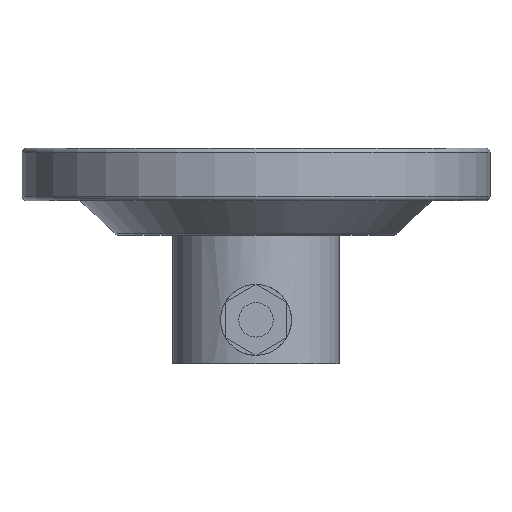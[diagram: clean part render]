
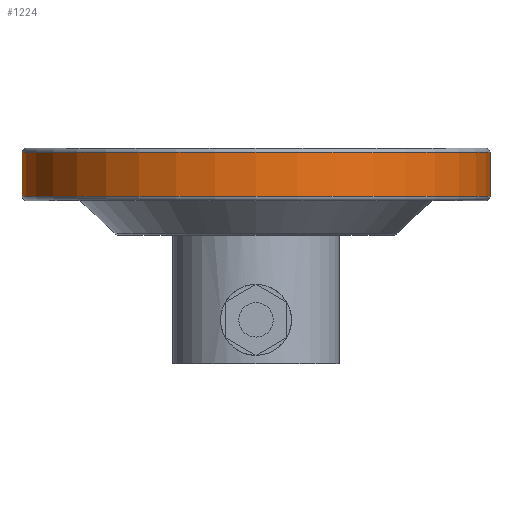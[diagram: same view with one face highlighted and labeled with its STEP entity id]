
A CAD part, front view. The second image highlights one B-rep face of the part: STEP entity #1224.
In plain terms, the highlighted cylindrical face has radius 54.5 mm (diameter 109 mm), a partial arc.
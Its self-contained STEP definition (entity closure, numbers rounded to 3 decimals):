
#4 = AXIS2_PLACEMENT_3D ( 'NONE', #1365, #1368, #1373 ) ;
#62 = CARTESIAN_POINT ( 'NONE',  ( 0., 0., -1.732 ) ) ;
#63 = DIRECTION ( 'NONE',  ( 0., 0., -1. ) ) ;
#64 = DIRECTION ( 'NONE',  ( 1., 0., 0. ) ) ;
#81 = CARTESIAN_POINT ( 'NONE',  ( 0., 0., -12. ) ) ;
#82 = DIRECTION ( 'NONE',  ( 0., 0., 1. ) ) ;
#83 = DIRECTION ( 'NONE',  ( -1., 0., 0. ) ) ;
#198 = DIRECTION ( 'NONE',  ( 0., 0., -1. ) ) ;
#200 = CARTESIAN_POINT ( 'NONE',  ( 54.5, 0., 0. ) ) ;
#239 = CARTESIAN_POINT ( 'NONE',  ( -54.5, 0., 0. ) ) ;
#240 = DIRECTION ( 'NONE',  ( 0., 0., -1. ) ) ;
#289 = ORIENTED_EDGE ( 'NONE', *, *, #2204, .F. ) ;
#306 = VERTEX_POINT ( 'NONE', #2037 ) ;
#322 = VERTEX_POINT ( 'NONE', #2067 ) ;
#332 = VERTEX_POINT ( 'NONE', #2120 ) ;
#337 = VERTEX_POINT ( 'NONE', #2040 ) ;
#403 = ORIENTED_EDGE ( 'NONE', *, *, #2173, .T. ) ;
#573 = EDGE_LOOP ( 'NONE', ( #289, #1254, #1308, #403 ) ) ;
#812 = FACE_OUTER_BOUND ( 'NONE', #573, .T. ) ;
#814 = CYLINDRICAL_SURFACE ( 'NONE', #4, 54.5 ) ;
#897 = CIRCLE ( 'NONE', #1506, 54.5 ) ;
#920 = CIRCLE ( 'NONE', #1515, 54.5 ) ;
#965 = LINE ( 'NONE', #200, #967 ) ;
#967 = VECTOR ( 'NONE', #198, 1000. ) ;
#995 = LINE ( 'NONE', #239, #998 ) ;
#998 = VECTOR ( 'NONE', #240, 1000. ) ;
#1224 = ADVANCED_FACE ( 'NONE', ( #812 ), #814, .T. ) ;
#1254 = ORIENTED_EDGE ( 'NONE', *, *, #2165, .T. ) ;
#1308 = ORIENTED_EDGE ( 'NONE', *, *, #2221, .T. ) ;
#1365 = CARTESIAN_POINT ( 'NONE',  ( 0., 0., 0. ) ) ;
#1368 = DIRECTION ( 'NONE',  ( 0., 0., -1. ) ) ;
#1373 = DIRECTION ( 'NONE',  ( -1., 0., 0. ) ) ;
#1506 = AXIS2_PLACEMENT_3D ( 'NONE', #62, #63, #64 ) ;
#1515 = AXIS2_PLACEMENT_3D ( 'NONE', #81, #82, #83 ) ;
#2037 = CARTESIAN_POINT ( 'NONE',  ( 54.5, 0., -1.732 ) ) ;
#2040 = CARTESIAN_POINT ( 'NONE',  ( -54.5, 0., -1.732 ) ) ;
#2067 = CARTESIAN_POINT ( 'NONE',  ( 54.5, 0., -12. ) ) ;
#2120 = CARTESIAN_POINT ( 'NONE',  ( -54.5, 0., -12. ) ) ;
#2165 = EDGE_CURVE ( 'NONE', #306, #337, #897, .T. ) ;
#2173 = EDGE_CURVE ( 'NONE', #332, #322, #920, .T. ) ;
#2204 = EDGE_CURVE ( 'NONE', #306, #322, #965, .T. ) ;
#2221 = EDGE_CURVE ( 'NONE', #337, #332, #995, .T. ) ;
